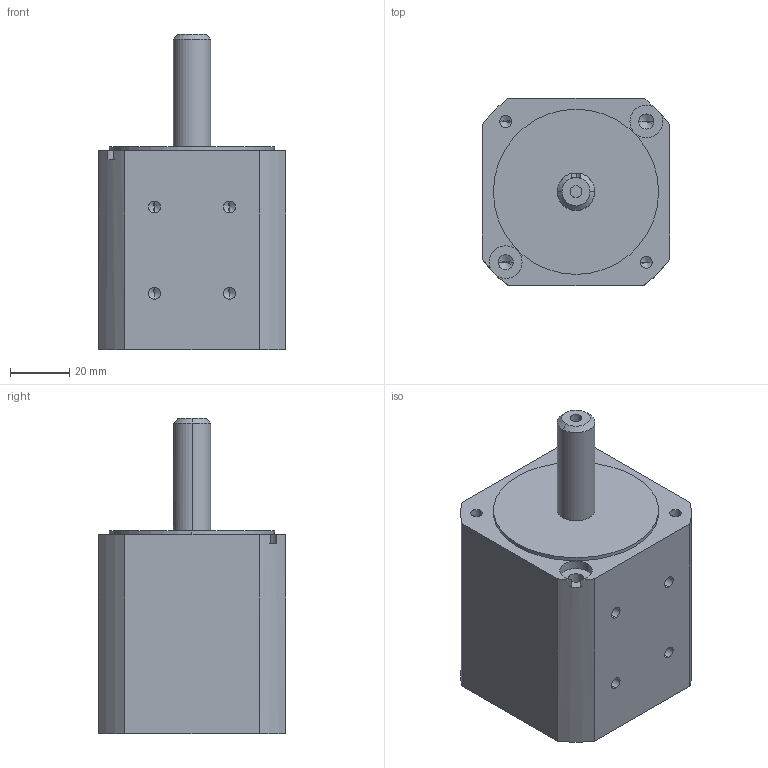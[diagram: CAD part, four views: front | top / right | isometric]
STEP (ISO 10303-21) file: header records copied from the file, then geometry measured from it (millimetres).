
FILE_DESCRIPTION (( 'STEP AP203' ), '1' );
FILE_NAME ('am-2879_Banebots_220_4-1.STEP', '2015-01-12T14:28:56', ( '' ), ( '' ), 'SwSTEP 2.0', 'SolidWorks 2014', '' );
FILE_SCHEMA (( 'CONFIG_CONTROL_DESIGN' ));
Length unit declared in the file: inch
Products named in the file (1): am-2879_Banebots_220_4-1
Bounding box: 63.5 x 63.5 x 106.68 mm (x, y, z)
Volume: 264376.5 mm3; surface area: 28199.5 mm2
Topology: 1 solids, 1 shells, 92 faces, 225 edges, 129 vertices
Faces by surface type: cylinder 48, cone 27, plane 17
Entity records: 2652 total; most frequent: DIRECTION 483, CARTESIAN_POINT 461, ORIENTED_EDGE 402, EDGE_CURVE 201, AXIS2_PLACEMENT_3D 195, VERTEX_POINT 129, EDGE_LOOP 110, CIRCLE 102
